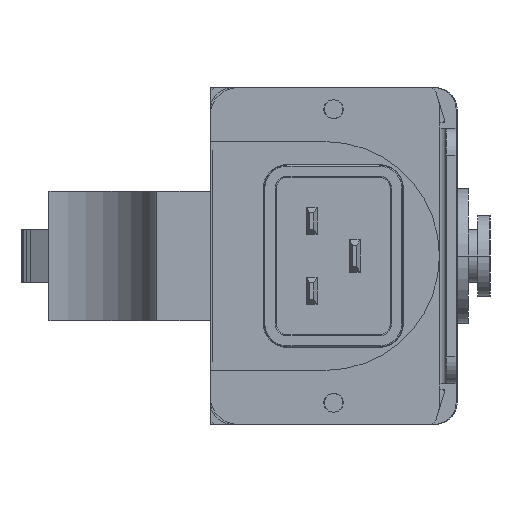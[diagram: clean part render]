
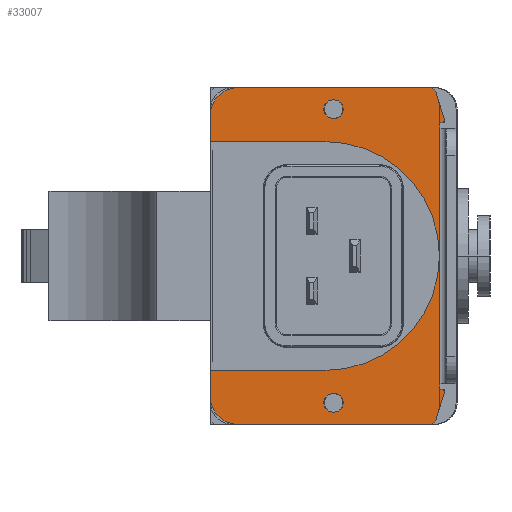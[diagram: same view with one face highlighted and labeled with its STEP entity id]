
A CAD part, left-side view. The second image highlights one B-rep face of the part: STEP entity #33007.
In plain terms, the highlighted face is planar.
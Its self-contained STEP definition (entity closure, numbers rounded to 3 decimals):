
#32168=CARTESIAN_POINT('',(4.739,1.8,-30.25));
#32169=DIRECTION('',(0.,1.,0.));
#32170=DIRECTION('',(0.,0.,-1.));
#32171=AXIS2_PLACEMENT_3D('',#32168,#32169,#32170);
#32178=DIRECTION('',(-0.294,0.,-0.956));
#32179=VECTOR('',#32178,5.656);
#32180=CARTESIAN_POINT('',(3.783,1.8,30.544));
#32181=LINE('',#32180,#32179);
#32182=DIRECTION('',(1.,0.,0.));
#32183=VECTOR('',#32182,0.594);
#32184=CARTESIAN_POINT('',(2.406,1.8,24.75));
#32185=LINE('',#32184,#32183);
#32186=DIRECTION('',(0.,0.,-1.));
#32187=VECTOR('',#32186,1.);
#32188=CARTESIAN_POINT('',(3.,1.8,24.75));
#32189=LINE('',#32188,#32187);
#32190=DIRECTION('',(0.,0.,-1.));
#32191=VECTOR('',#32190,1.);
#32192=CARTESIAN_POINT('',(3.,1.8,-23.75));
#32193=LINE('',#32192,#32191);
#32194=DIRECTION('',(-1.,0.,0.));
#32195=VECTOR('',#32194,0.594);
#32196=CARTESIAN_POINT('',(3.,1.8,-24.75));
#32197=LINE('',#32196,#32195);
#32198=DIRECTION('',(0.294,0.,-0.956));
#32199=VECTOR('',#32198,5.656);
#32200=CARTESIAN_POINT('',(2.119,1.8,-25.138));
#32201=LINE('',#32200,#32199);
#32202=DIRECTION('',(1.,0.,0.));
#32203=VECTOR('',#32202,35.861);
#32204=CARTESIAN_POINT('',(4.739,1.8,-31.25));
#32205=LINE('',#32204,#32203);
#32206=DIRECTION('',(0.,0.,1.));
#32207=VECTOR('',#32206,5.);
#32208=CARTESIAN_POINT('',(45.6,1.8,-26.25));
#32209=LINE('',#32208,#32207);
#32210=DIRECTION('',(-1.,0.,0.));
#32211=VECTOR('',#32210,21.25);
#32212=CARTESIAN_POINT('',(45.6,1.8,-21.25));
#32213=LINE('',#32212,#32211);
#32214=CARTESIAN_POINT('',(24.35,1.8,0.));
#32215=DIRECTION('',(0.,1.,0.));
#32216=DIRECTION('',(0.,0.,-1.));
#32217=AXIS2_PLACEMENT_3D('',#32214,#32215,#32216);
#32219=DIRECTION('',(-1.,0.,0.));
#32220=VECTOR('',#32219,21.25);
#32221=CARTESIAN_POINT('',(45.6,1.8,21.25));
#32222=LINE('',#32221,#32220);
#32223=DIRECTION('',(0.,0.,1.));
#32224=VECTOR('',#32223,5.);
#32225=CARTESIAN_POINT('',(45.6,1.8,21.25));
#32226=LINE('',#32225,#32224);
#32227=DIRECTION('',(-1.,0.,0.));
#32228=VECTOR('',#32227,35.861);
#32229=CARTESIAN_POINT('',(40.6,1.8,31.25));
#32230=LINE('',#32229,#32228);
#32231=CARTESIAN_POINT('',(22.8,1.8,27.25));
#32232=DIRECTION('',(0.,1.,0.));
#32233=DIRECTION('',(0.,0.,1.));
#32234=AXIS2_PLACEMENT_3D('',#32231,#32232,#32233);
#32236=CARTESIAN_POINT('',(22.8,1.8,27.25));
#32237=DIRECTION('',(0.,1.,0.));
#32238=DIRECTION('',(0.,0.,-1.));
#32239=AXIS2_PLACEMENT_3D('',#32236,#32237,#32238);
#32241=CARTESIAN_POINT('',(22.8,1.8,-27.25));
#32242=DIRECTION('',(0.,1.,0.));
#32243=DIRECTION('',(0.,0.,1.));
#32244=AXIS2_PLACEMENT_3D('',#32241,#32242,#32243);
#32246=CARTESIAN_POINT('',(22.8,1.8,-27.25));
#32247=DIRECTION('',(0.,1.,0.));
#32248=DIRECTION('',(0.,0.,-1.));
#32249=AXIS2_PLACEMENT_3D('',#32246,#32247,#32248);
#32255=CARTESIAN_POINT('',(4.739,1.8,30.25));
#32256=DIRECTION('',(0.,1.,0.));
#32257=DIRECTION('',(-0.956,0.,0.294));
#32258=AXIS2_PLACEMENT_3D('',#32255,#32256,#32257);
#32344=CARTESIAN_POINT('',(40.6,1.8,26.25));
#32345=DIRECTION('',(0.,1.,0.));
#32346=DIRECTION('',(0.,0.,1.));
#32347=AXIS2_PLACEMENT_3D('',#32344,#32345,#32346);
#32369=CARTESIAN_POINT('',(40.6,1.8,-26.25));
#32370=DIRECTION('',(0.,1.,0.));
#32371=DIRECTION('',(1.,0.,0.));
#32372=AXIS2_PLACEMENT_3D('',#32369,#32370,#32371);
#32639=DIRECTION('',(0.,0.,1.));
#32640=VECTOR('',#32639,47.5);
#32641=CARTESIAN_POINT('',(3.,1.8,-23.75));
#32642=LINE('',#32641,#32640);
#32673=CARTESIAN_POINT('',(2.406,1.8,25.05));
#32674=DIRECTION('',(0.,1.,0.));
#32675=DIRECTION('',(0.,0.,-1.));
#32676=AXIS2_PLACEMENT_3D('',#32673,#32674,#32675);
#32712=CARTESIAN_POINT('',(2.406,1.8,-25.05));
#32713=DIRECTION('',(0.,1.,0.));
#32714=DIRECTION('',(-0.956,0.,-0.294));
#32715=AXIS2_PLACEMENT_3D('',#32712,#32713,#32714);
#32733=CARTESIAN_POINT('',(45.6,1.8,-26.25));
#32735=VERTEX_POINT('',#32733);
#32737=CARTESIAN_POINT('',(40.6,1.8,-31.25));
#32738=VERTEX_POINT('',#32737);
#32742=CARTESIAN_POINT('',(45.6,1.8,26.25));
#32744=VERTEX_POINT('',#32742);
#32747=CARTESIAN_POINT('',(40.6,1.8,31.25));
#32748=VERTEX_POINT('',#32747);
#32757=CARTESIAN_POINT('',(45.6,1.8,-21.25));
#32758=VERTEX_POINT('',#32757);
#32759=CARTESIAN_POINT('',(45.6,1.8,21.25));
#32760=VERTEX_POINT('',#32759);
#32761=CARTESIAN_POINT('',(24.35,1.8,-21.25));
#32762=VERTEX_POINT('',#32761);
#32763=CARTESIAN_POINT('',(24.35,1.8,21.25));
#32764=VERTEX_POINT('',#32763);
#32781=CARTESIAN_POINT('',(3.,1.8,-23.75));
#32782=CARTESIAN_POINT('',(3.,1.8,-24.75));
#32783=VERTEX_POINT('',#32781);
#32784=VERTEX_POINT('',#32782);
#32785=CARTESIAN_POINT('',(3.,1.8,24.75));
#32786=CARTESIAN_POINT('',(3.,1.8,23.75));
#32787=VERTEX_POINT('',#32785);
#32788=VERTEX_POINT('',#32786);
#32858=CARTESIAN_POINT('',(2.406,1.8,-24.75));
#32860=VERTEX_POINT('',#32858);
#32862=CARTESIAN_POINT('',(2.119,1.8,-25.138));
#32863=VERTEX_POINT('',#32862);
#32865=CARTESIAN_POINT('',(2.119,1.8,25.138));
#32867=VERTEX_POINT('',#32865);
#32869=CARTESIAN_POINT('',(2.406,1.8,24.75));
#32870=VERTEX_POINT('',#32869);
#32871=CARTESIAN_POINT('',(3.783,1.8,30.544));
#32873=VERTEX_POINT('',#32871);
#32875=CARTESIAN_POINT('',(4.739,1.8,31.25));
#32876=VERTEX_POINT('',#32875);
#32880=CARTESIAN_POINT('',(3.783,1.8,-30.544));
#32882=VERTEX_POINT('',#32880);
#32885=CARTESIAN_POINT('',(4.739,1.8,-31.25));
#32886=VERTEX_POINT('',#32885);
#32895=CARTESIAN_POINT('',(22.8,1.8,29.));
#32896=CARTESIAN_POINT('',(22.8,1.8,25.5));
#32897=VERTEX_POINT('',#32895);
#32898=VERTEX_POINT('',#32896);
#32899=CARTESIAN_POINT('',(22.8,1.8,-25.5));
#32900=CARTESIAN_POINT('',(22.8,1.8,-29.));
#32901=VERTEX_POINT('',#32899);
#32902=VERTEX_POINT('',#32900);
#32951=CARTESIAN_POINT('',(45.6,1.8,-31.25));
#32952=DIRECTION('',(0.,1.,0.));
#32953=DIRECTION('',(-1.,0.,0.));
#32954=AXIS2_PLACEMENT_3D('',#32951,#32952,#32953);
#32955=PLANE('',#32954);
#32957=ORIENTED_EDGE('',*,*,#32956,.F.);
#32959=ORIENTED_EDGE('',*,*,#32958,.T.);
#32961=ORIENTED_EDGE('',*,*,#32960,.F.);
#32963=ORIENTED_EDGE('',*,*,#32962,.T.);
#32965=ORIENTED_EDGE('',*,*,#32964,.T.);
#32967=ORIENTED_EDGE('',*,*,#32966,.F.);
#32969=ORIENTED_EDGE('',*,*,#32968,.T.);
#32971=ORIENTED_EDGE('',*,*,#32970,.T.);
#32973=ORIENTED_EDGE('',*,*,#32972,.F.);
#32974=ORIENTED_EDGE('',*,*,#32940,.T.);
#32975=ORIENTED_EDGE('',*,*,#32929,.F.);
#32976=ORIENTED_EDGE('',*,*,#32914,.T.);
#32978=ORIENTED_EDGE('',*,*,#32977,.F.);
#32980=ORIENTED_EDGE('',*,*,#32979,.T.);
#32982=ORIENTED_EDGE('',*,*,#32981,.T.);
#32984=ORIENTED_EDGE('',*,*,#32983,.T.);
#32986=ORIENTED_EDGE('',*,*,#32985,.F.);
#32988=ORIENTED_EDGE('',*,*,#32987,.T.);
#32990=ORIENTED_EDGE('',*,*,#32989,.F.);
#32992=ORIENTED_EDGE('',*,*,#32991,.T.);
#32993=EDGE_LOOP('',(#32957,#32959,#32961,#32963,#32965,#32967,#32969,#32971,
#32973,#32974,#32975,#32976,#32978,#32980,#32982,#32984,#32986,#32988,#32990,
#32992));
#32994=FACE_OUTER_BOUND('',#32993,.F.);
#32996=ORIENTED_EDGE('',*,*,#32995,.T.);
#32998=ORIENTED_EDGE('',*,*,#32997,.T.);
#32999=EDGE_LOOP('',(#32996,#32998));
#33000=FACE_BOUND('',#32999,.F.);
#33002=ORIENTED_EDGE('',*,*,#33001,.T.);
#33004=ORIENTED_EDGE('',*,*,#33003,.T.);
#33005=EDGE_LOOP('',(#33002,#33004));
#33006=FACE_BOUND('',#33005,.F.);
#33007=ADVANCED_FACE('',(#32994,#33000,#33006),#32955,.T.);
#32172=CIRCLE('',#32171,1.);
#32218=CIRCLE('',#32217,21.25);
#32235=CIRCLE('',#32234,1.75);
#32240=CIRCLE('',#32239,1.75);
#32245=CIRCLE('',#32244,1.75);
#32250=CIRCLE('',#32249,1.75);
#32259=CIRCLE('',#32258,1.);
#32348=CIRCLE('',#32347,5.);
#32373=CIRCLE('',#32372,5.);
#32677=CIRCLE('',#32676,0.3);
#32716=CIRCLE('',#32715,0.3);
#32914=EDGE_CURVE('',#32886,#32738,#32205,.T.);
#32929=EDGE_CURVE('',#32886,#32882,#32172,.T.);
#32940=EDGE_CURVE('',#32863,#32882,#32201,.T.);
#32956=EDGE_CURVE('',#32873,#32876,#32259,.T.);
#32958=EDGE_CURVE('',#32873,#32867,#32181,.T.);
#32960=EDGE_CURVE('',#32870,#32867,#32677,.T.);
#32962=EDGE_CURVE('',#32870,#32787,#32185,.T.);
#32964=EDGE_CURVE('',#32787,#32788,#32189,.T.);
#32966=EDGE_CURVE('',#32783,#32788,#32642,.T.);
#32968=EDGE_CURVE('',#32783,#32784,#32193,.T.);
#32970=EDGE_CURVE('',#32784,#32860,#32197,.T.);
#32972=EDGE_CURVE('',#32863,#32860,#32716,.T.);
#32977=EDGE_CURVE('',#32735,#32738,#32373,.T.);
#32979=EDGE_CURVE('',#32735,#32758,#32209,.T.);
#32981=EDGE_CURVE('',#32758,#32762,#32213,.T.);
#32983=EDGE_CURVE('',#32762,#32764,#32218,.T.);
#32985=EDGE_CURVE('',#32760,#32764,#32222,.T.);
#32987=EDGE_CURVE('',#32760,#32744,#32226,.T.);
#32989=EDGE_CURVE('',#32748,#32744,#32348,.T.);
#32991=EDGE_CURVE('',#32748,#32876,#32230,.T.);
#32995=EDGE_CURVE('',#32897,#32898,#32235,.T.);
#32997=EDGE_CURVE('',#32898,#32897,#32240,.T.);
#33001=EDGE_CURVE('',#32901,#32902,#32245,.T.);
#33003=EDGE_CURVE('',#32902,#32901,#32250,.T.);
